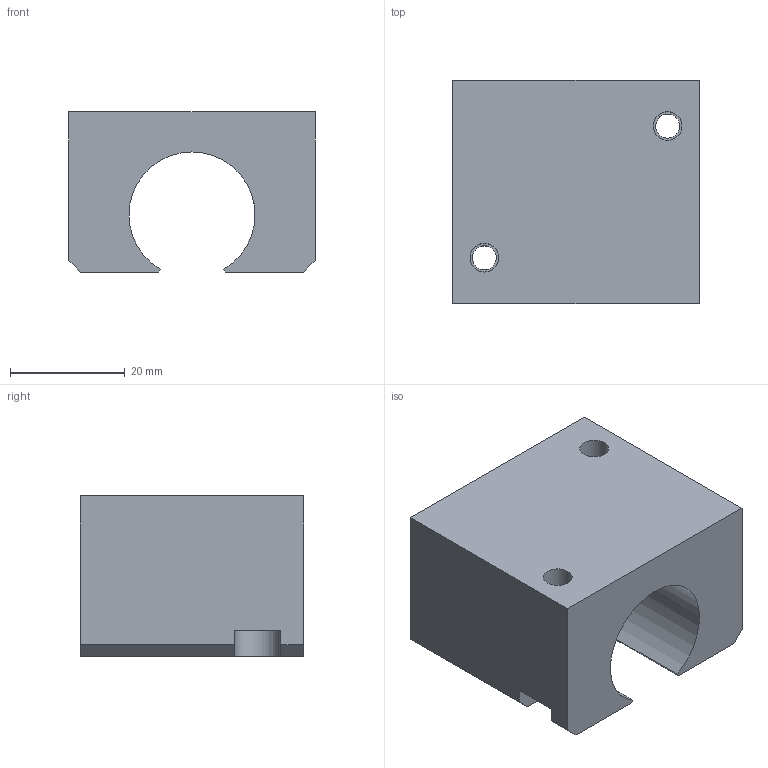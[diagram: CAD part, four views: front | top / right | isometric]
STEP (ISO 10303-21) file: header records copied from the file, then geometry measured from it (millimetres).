
FILE_DESCRIPTION( ( 'STEP AP214' ), '1' );
FILE_NAME( 'SGO-12.stp', '2010-02-01T13:14:47', ( ' ' ), ( ' ' ), 'XStep 1.0', ' ', ' ' );
FILE_SCHEMA( ( 'CONFIG_CONTROL_DESIGN) ( )' ) );
Length unit declared in the file: metre
Products named in the file (1): 1
Bounding box: 43 x 39 x 28 mm (x, y, z)
Volume: 30076.7 mm3; surface area: 10129.8 mm2
Topology: 1 solids, 1 shells, 33 faces, 87 edges, 59 vertices
Faces by surface type: plane 23, cylinder 10
Full cylindrical faces by diameter (mm): 4 x2, 4.2 x2, 5 x2, 8 x1
Entity records: 1341 total; most frequent: CARTESIAN_POINT 261, DIRECTION 161, ORIENTED_EDGE 152, EDGE_CURVE 76, VERTEX_POINT 55, LINE 55, VECTOR 55, AXIS2_PLACEMENT_3D 53
